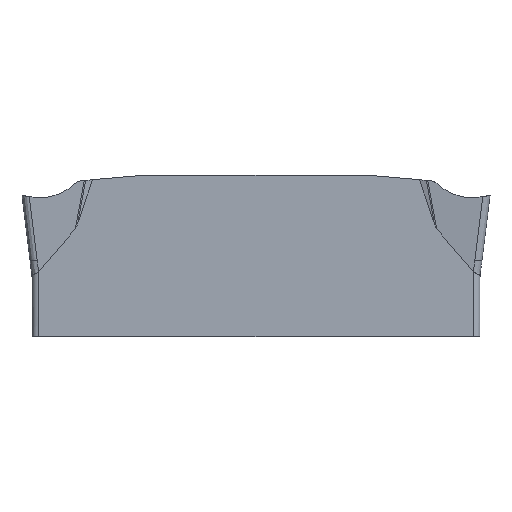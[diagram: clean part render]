
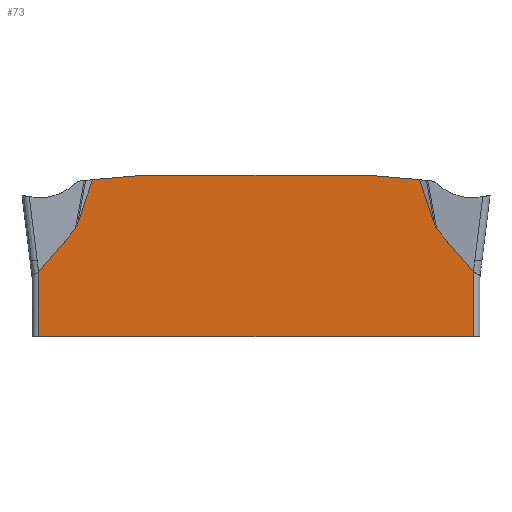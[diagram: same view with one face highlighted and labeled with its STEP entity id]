
A CAD part, left-side view. The second image highlights one B-rep face of the part: STEP entity #73.
In plain terms, the highlighted planar face has unit normal (-1, 0, 0).
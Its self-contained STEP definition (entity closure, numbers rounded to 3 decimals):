
#73=ADVANCED_FACE('SIDE_IB_1_SU5',(#135),#115,.F.);
#115=PLANE('',#826);
#135=FACE_OUTER_BOUND('',#177,.T.);
#177=EDGE_LOOP('',(#267,#268,#269,#270,#271,#272,#273,#274,#275,#276,#277,
#278));
#219=B_SPLINE_CURVE_WITH_KNOTS('',3,(#1085,#1086,#1087,#1088,#1089,#1090,
#1091,#1092,#1093,#1094),.UNSPECIFIED.,.F.,.F.,(4,3,3,4),(0.,0.471,
0.706,1.),.UNSPECIFIED.);
#220=B_SPLINE_CURVE_WITH_KNOTS('',3,(#1106,#1107,#1108,#1109,#1110,#1111,
#1112,#1113,#1114,#1115),.UNSPECIFIED.,.F.,.F.,(4,3,3,4),(0.,0.299,
0.649,1.),.UNSPECIFIED.);
#267=ORIENTED_EDGE('',*,*,#575,.F.);
#268=ORIENTED_EDGE('',*,*,#576,.T.);
#269=ORIENTED_EDGE('',*,*,#577,.T.);
#270=ORIENTED_EDGE('',*,*,#578,.T.);
#271=ORIENTED_EDGE('',*,*,#579,.T.);
#272=ORIENTED_EDGE('',*,*,#580,.F.);
#273=ORIENTED_EDGE('',*,*,#581,.T.);
#274=ORIENTED_EDGE('',*,*,#582,.T.);
#275=ORIENTED_EDGE('',*,*,#583,.T.);
#276=ORIENTED_EDGE('',*,*,#584,.T.);
#277=ORIENTED_EDGE('',*,*,#585,.F.);
#278=ORIENTED_EDGE('',*,*,#586,.F.);
#499=VERTEX_POINT('',#1081);
#500=VERTEX_POINT('',#1082);
#501=VERTEX_POINT('',#1084);
#502=VERTEX_POINT('',#1095);
#503=VERTEX_POINT('',#1097);
#504=VERTEX_POINT('',#1099);
#505=VERTEX_POINT('',#1101);
#506=VERTEX_POINT('',#1103);
#507=VERTEX_POINT('',#1105);
#508=VERTEX_POINT('',#1116);
#509=VERTEX_POINT('',#1118);
#510=VERTEX_POINT('',#1120);
#575=EDGE_CURVE('',#499,#500,#691,.T.);
#576=EDGE_CURVE('',#499,#501,#692,.T.);
#577=EDGE_CURVE('',#501,#502,#219,.T.);
#578=EDGE_CURVE('',#502,#503,#693,.T.);
#579=EDGE_CURVE('',#503,#504,#694,.T.);
#580=EDGE_CURVE('',#505,#504,#695,.T.);
#581=EDGE_CURVE('',#505,#506,#696,.T.);
#582=EDGE_CURVE('',#506,#507,#697,.T.);
#583=EDGE_CURVE('',#507,#508,#220,.T.);
#584=EDGE_CURVE('',#508,#509,#698,.T.);
#585=EDGE_CURVE('',#510,#509,#699,.T.);
#586=EDGE_CURVE('',#500,#510,#700,.T.);
#691=LINE('',#1080,#743);
#692=LINE('',#1083,#744);
#693=LINE('',#1096,#745);
#694=LINE('',#1098,#746);
#695=LINE('',#1100,#747);
#696=LINE('',#1102,#748);
#697=LINE('',#1104,#749);
#698=LINE('',#1117,#750);
#699=LINE('',#1119,#751);
#700=LINE('',#1121,#752);
#743=VECTOR('',#876,1.);
#744=VECTOR('',#877,1.);
#745=VECTOR('',#878,1.);
#746=VECTOR('',#879,1.);
#747=VECTOR('',#880,1.);
#748=VECTOR('',#881,1.);
#749=VECTOR('',#882,1.);
#750=VECTOR('',#883,1.);
#751=VECTOR('',#884,1.);
#752=VECTOR('',#885,1.);
#826=AXIS2_PLACEMENT_3D('',#1122,#886,#887);
#876=DIRECTION('',(0.,-0.996,0.087));
#877=DIRECTION('',(0.,0.32,-0.947));
#878=DIRECTION('',(0.,0.651,-0.759));
#879=DIRECTION('',(0.,0.,-1.));
#880=DIRECTION('',(0.,1.,0.));
#881=DIRECTION('',(0.,0.,1.));
#882=DIRECTION('',(0.,0.651,0.759));
#883=DIRECTION('',(0.,0.32,0.947));
#884=DIRECTION('',(0.,-0.996,-0.087));
#885=DIRECTION('',(0.,-1.,0.));
#886=DIRECTION('',(1.,0.,0.));
#887=DIRECTION('',(0.,0.,-1.));
#1080=CARTESIAN_POINT('',(-0.615,0.078,0.891));
#1081=CARTESIAN_POINT('',(-0.615,4.868,0.472));
#1082=CARTESIAN_POINT('',(-0.615,3.344,0.605));
#1083=CARTESIAN_POINT('',(-0.615,4.512,1.525));
#1084=CARTESIAN_POINT('',(-0.615,5.31,-0.837));
#1085=CARTESIAN_POINT('',(-0.615,5.31,-0.837));
#1086=CARTESIAN_POINT('',(-0.615,5.319,-0.863));
#1087=CARTESIAN_POINT('',(-0.615,5.328,-0.888));
#1088=CARTESIAN_POINT('',(-0.615,5.338,-0.913));
#1089=CARTESIAN_POINT('',(-0.615,5.343,-0.925));
#1090=CARTESIAN_POINT('',(-0.615,5.348,-0.938));
#1091=CARTESIAN_POINT('',(-0.615,5.353,-0.95));
#1092=CARTESIAN_POINT('',(-0.615,5.36,-0.965));
#1093=CARTESIAN_POINT('',(-0.615,5.368,-0.981));
#1094=CARTESIAN_POINT('',(-0.615,5.379,-0.993));
#1095=CARTESIAN_POINT('',(-0.615,5.379,-0.993));
#1096=CARTESIAN_POINT('',(-0.615,2.606,2.237));
#1097=CARTESIAN_POINT('',(-0.615,6.468,-2.263));
#1098=CARTESIAN_POINT('',(-0.615,6.468,0.));
#1099=CARTESIAN_POINT('',(-0.615,6.468,-4.205));
#1100=CARTESIAN_POINT('',(-0.615,0.,-4.205));
#1101=CARTESIAN_POINT('',(-0.615,-6.468,-4.205));
#1102=CARTESIAN_POINT('',(-0.615,-6.468,0.));
#1103=CARTESIAN_POINT('',(-0.615,-6.468,-2.263));
#1104=CARTESIAN_POINT('',(-0.615,-2.606,2.237));
#1105=CARTESIAN_POINT('',(-0.615,-5.379,-0.993));
#1106=CARTESIAN_POINT('',(-0.615,-5.379,-0.993));
#1107=CARTESIAN_POINT('',(-0.615,-5.367,-0.98));
#1108=CARTESIAN_POINT('',(-0.615,-5.36,-0.965));
#1109=CARTESIAN_POINT('',(-0.615,-5.353,-0.949));
#1110=CARTESIAN_POINT('',(-0.615,-5.345,-0.931));
#1111=CARTESIAN_POINT('',(-0.615,-5.337,-0.912));
#1112=CARTESIAN_POINT('',(-0.615,-5.33,-0.894));
#1113=CARTESIAN_POINT('',(-0.615,-5.323,-0.875));
#1114=CARTESIAN_POINT('',(-0.615,-5.317,-0.856));
#1115=CARTESIAN_POINT('',(-0.615,-5.31,-0.837));
#1116=CARTESIAN_POINT('',(-0.615,-5.31,-0.837));
#1117=CARTESIAN_POINT('',(-0.615,-4.512,1.525));
#1118=CARTESIAN_POINT('',(-0.615,-4.868,0.472));
#1119=CARTESIAN_POINT('',(-0.615,-0.078,0.891));
#1120=CARTESIAN_POINT('',(-0.615,-3.344,0.605));
#1121=CARTESIAN_POINT('',(-0.615,0.,0.605));
#1122=CARTESIAN_POINT('',(-0.615,0.,0.));
